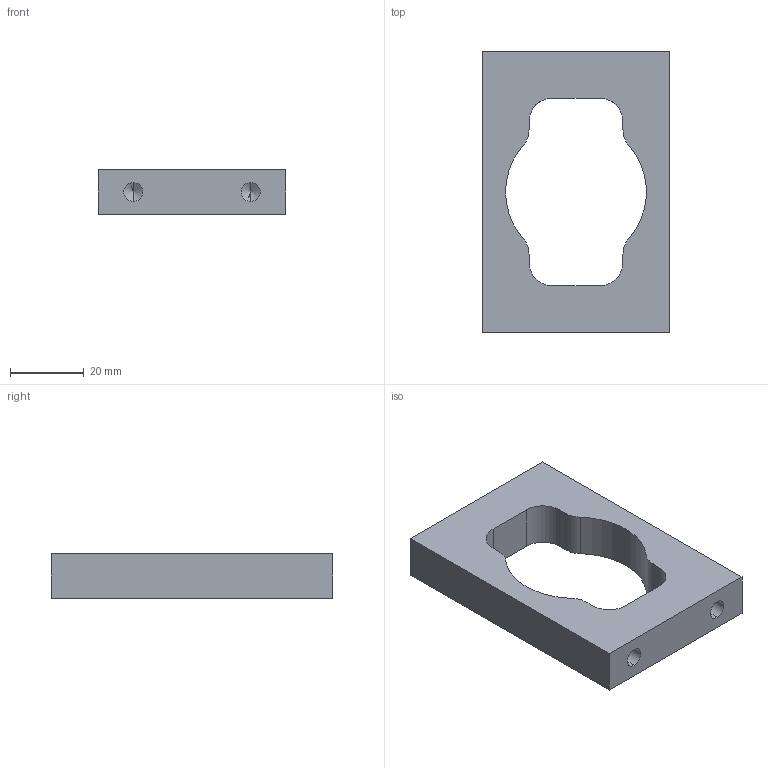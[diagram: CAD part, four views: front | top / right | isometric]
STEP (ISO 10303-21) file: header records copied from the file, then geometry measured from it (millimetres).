
FILE_DESCRIPTION (( 'STEP AP214' ), '1' );
FILE_NAME ('RA motor back plate.STEP', '2025-08-08T19:56:21', ( '' ), ( '' ), 'SwSTEP 2.0', 'SolidWorks 2023', '' );
FILE_SCHEMA (( 'AUTOMOTIVE_DESIGN' ));
Length unit declared in the file: inch
Products named in the file (1): RA motor back plate
Bounding box: 50.8 x 76.2 x 12.06 mm (x, y, z)
Volume: 27183.9 mm3; surface area: 10573.5 mm2
Topology: 1 solids, 1 shells, 39 faces, 103 edges, 62 vertices
Faces by surface type: cylinder 19, plane 12, cone 8
Entity records: 1186 total; most frequent: DIRECTION 213, CARTESIAN_POINT 197, ORIENTED_EDGE 190, EDGE_CURVE 95, AXIS2_PLACEMENT_3D 78, VERTEX_POINT 62, VECTOR 57, LINE 57
